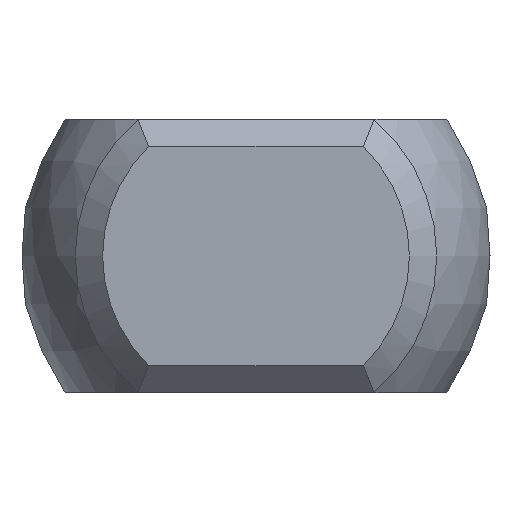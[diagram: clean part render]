
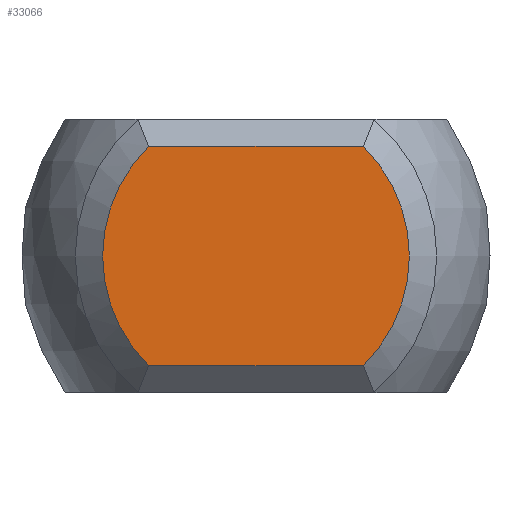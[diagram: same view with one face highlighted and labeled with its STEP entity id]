
A CAD part, left-side view. The second image highlights one B-rep face of the part: STEP entity #33066.
In plain terms, the highlighted planar face has unit normal (-1, 0, 0).
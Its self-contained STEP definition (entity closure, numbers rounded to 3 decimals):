
#31706 = PLANE('',#31707);
#31707 = AXIS2_PLACEMENT_3D('',#31708,#31709,#31710);
#31708 = CARTESIAN_POINT('',(-12.25,3.125,2.25));
#31709 = DIRECTION('',(-0.707,0.,0.707));
#31710 = DIRECTION('',(0.707,0.,0.707));
#32699 = EDGE_CURVE('',#32700,#32702,#32704,.T.);
#32700 = VERTEX_POINT('',#32701);
#32701 = CARTESIAN_POINT('',(-12.5,-1.96,-2.));
#32702 = VERTEX_POINT('',#32703);
#32703 = CARTESIAN_POINT('',(-12.5,1.96,-2.));
#32704 = SURFACE_CURVE('',#32705,(#32709,#32721),.PCURVE_S1.);
#32705 = LINE('',#32706,#32707);
#32706 = CARTESIAN_POINT('',(-12.5,-3.125,-2.));
#32707 = VECTOR('',#32708,1.);
#32708 = DIRECTION('',(0.,1.,0.));
#32709 = PCURVE('',#32710,#32715);
#32710 = PLANE('',#32711);
#32711 = AXIS2_PLACEMENT_3D('',#32712,#32713,#32714);
#32712 = CARTESIAN_POINT('',(-12.25,-3.125,-2.25));
#32713 = DIRECTION('',(-0.707,0.,
    -0.707));
#32714 = DIRECTION('',(-0.707,0.,0.707));
#32715 = DEFINITIONAL_REPRESENTATION('',(#32716),#32720);
#32716 = LINE('',#32717,#32718);
#32717 = CARTESIAN_POINT('',(0.354,0.));
#32718 = VECTOR('',#32719,1.);
#32719 = DIRECTION('',(0.,1.));
#32720 = ( GEOMETRIC_REPRESENTATION_CONTEXT(2) 
PARAMETRIC_REPRESENTATION_CONTEXT() REPRESENTATION_CONTEXT('2D SPACE',''
  ) );
#32721 = PCURVE('',#32722,#32727);
#32722 = PLANE('',#32723);
#32723 = AXIS2_PLACEMENT_3D('',#32724,#32725,#32726);
#32724 = CARTESIAN_POINT('',(-12.5,0.,0.));
#32725 = DIRECTION('',(1.,0.,0.));
#32726 = DIRECTION('',(0.,0.,-1.));
#32727 = DEFINITIONAL_REPRESENTATION('',(#32728),#32732);
#32728 = LINE('',#32729,#32730);
#32729 = CARTESIAN_POINT('',(2.,-3.125));
#32730 = VECTOR('',#32731,1.);
#32731 = DIRECTION('',(0.,1.));
#32732 = ( GEOMETRIC_REPRESENTATION_CONTEXT(2) 
PARAMETRIC_REPRESENTATION_CONTEXT() REPRESENTATION_CONTEXT('2D SPACE',''
  ) );
#32752 = CONICAL_SURFACE('',#32753,3.05,0.785);
#32753 = AXIS2_PLACEMENT_3D('',#32754,#32755,#32756);
#32754 = CARTESIAN_POINT('',(-12.25,0.,0.));
#32755 = DIRECTION('',(1.,0.,0.));
#32756 = DIRECTION('',(-0.,1.,0.));
#32802 = CONICAL_SURFACE('',#32803,3.05,0.785);
#32803 = AXIS2_PLACEMENT_3D('',#32804,#32805,#32806);
#32804 = CARTESIAN_POINT('',(-12.25,0.,0.));
#32805 = DIRECTION('',(1.,0.,0.));
#32806 = DIRECTION('',(0.,-1.,0.));
#32816 = EDGE_CURVE('',#32817,#32819,#32821,.T.);
#32817 = VERTEX_POINT('',#32818);
#32818 = CARTESIAN_POINT('',(-12.5,1.96,2.));
#32819 = VERTEX_POINT('',#32820);
#32820 = CARTESIAN_POINT('',(-12.5,-1.96,2.));
#32821 = SURFACE_CURVE('',#32822,(#32826,#32833),.PCURVE_S1.);
#32822 = LINE('',#32823,#32824);
#32823 = CARTESIAN_POINT('',(-12.5,3.125,2.));
#32824 = VECTOR('',#32825,1.);
#32825 = DIRECTION('',(0.,-1.,0.));
#32826 = PCURVE('',#31706,#32827);
#32827 = DEFINITIONAL_REPRESENTATION('',(#32828),#32832);
#32828 = LINE('',#32829,#32830);
#32829 = CARTESIAN_POINT('',(-0.354,0.));
#32830 = VECTOR('',#32831,1.);
#32831 = DIRECTION('',(0.,-1.));
#32832 = ( GEOMETRIC_REPRESENTATION_CONTEXT(2) 
PARAMETRIC_REPRESENTATION_CONTEXT() REPRESENTATION_CONTEXT('2D SPACE',''
  ) );
#32833 = PCURVE('',#32722,#32834);
#32834 = DEFINITIONAL_REPRESENTATION('',(#32835),#32839);
#32835 = LINE('',#32836,#32837);
#32836 = CARTESIAN_POINT('',(-2.,3.125));
#32837 = VECTOR('',#32838,1.);
#32838 = DIRECTION('',(0.,-1.));
#32839 = ( GEOMETRIC_REPRESENTATION_CONTEXT(2) 
PARAMETRIC_REPRESENTATION_CONTEXT() REPRESENTATION_CONTEXT('2D SPACE',''
  ) );
#32912 = EDGE_CURVE('',#32819,#32700,#32913,.T.);
#32913 = SURFACE_CURVE('',#32914,(#32919,#32926),.PCURVE_S1.);
#32914 = CIRCLE('',#32915,2.8);
#32915 = AXIS2_PLACEMENT_3D('',#32916,#32917,#32918);
#32916 = CARTESIAN_POINT('',(-12.5,0.,0.));
#32917 = DIRECTION('',(1.,0.,0.));
#32918 = DIRECTION('',(0.,-1.,0.));
#32919 = PCURVE('',#32802,#32920);
#32920 = DEFINITIONAL_REPRESENTATION('',(#32921),#32925);
#32921 = LINE('',#32922,#32923);
#32922 = CARTESIAN_POINT('',(-6.283,-0.25));
#32923 = VECTOR('',#32924,1.);
#32924 = DIRECTION('',(1.,0.));
#32925 = ( GEOMETRIC_REPRESENTATION_CONTEXT(2) 
PARAMETRIC_REPRESENTATION_CONTEXT() REPRESENTATION_CONTEXT('2D SPACE',''
  ) );
#32926 = PCURVE('',#32722,#32927);
#32927 = DEFINITIONAL_REPRESENTATION('',(#32928),#32932);
#32928 = CIRCLE('',#32929,2.8);
#32929 = AXIS2_PLACEMENT_2D('',#32930,#32931);
#32930 = CARTESIAN_POINT('',(0.,0.));
#32931 = DIRECTION('',(0.,-1.));
#32932 = ( GEOMETRIC_REPRESENTATION_CONTEXT(2) 
PARAMETRIC_REPRESENTATION_CONTEXT() REPRESENTATION_CONTEXT('2D SPACE',''
  ) );
#32938 = EDGE_CURVE('',#32702,#32817,#32939,.T.);
#32939 = SURFACE_CURVE('',#32940,(#32945,#32952),.PCURVE_S1.);
#32940 = CIRCLE('',#32941,2.8);
#32941 = AXIS2_PLACEMENT_3D('',#32942,#32943,#32944);
#32942 = CARTESIAN_POINT('',(-12.5,0.,0.));
#32943 = DIRECTION('',(1.,0.,0.));
#32944 = DIRECTION('',(-0.,1.,0.));
#32945 = PCURVE('',#32752,#32946);
#32946 = DEFINITIONAL_REPRESENTATION('',(#32947),#32951);
#32947 = LINE('',#32948,#32949);
#32948 = CARTESIAN_POINT('',(0.,-0.25));
#32949 = VECTOR('',#32950,1.);
#32950 = DIRECTION('',(1.,0.));
#32951 = ( GEOMETRIC_REPRESENTATION_CONTEXT(2) 
PARAMETRIC_REPRESENTATION_CONTEXT() REPRESENTATION_CONTEXT('2D SPACE',''
  ) );
#32952 = PCURVE('',#32722,#32953);
#32953 = DEFINITIONAL_REPRESENTATION('',(#32954),#32958);
#32954 = CIRCLE('',#32955,2.8);
#32955 = AXIS2_PLACEMENT_2D('',#32956,#32957);
#32956 = CARTESIAN_POINT('',(0.,0.));
#32957 = DIRECTION('',(0.,1.));
#32958 = ( GEOMETRIC_REPRESENTATION_CONTEXT(2) 
PARAMETRIC_REPRESENTATION_CONTEXT() REPRESENTATION_CONTEXT('2D SPACE',''
  ) );
#33066 = ADVANCED_FACE('',(#33067),#32722,.F.);
#33067 = FACE_BOUND('',#33068,.T.);
#33068 = EDGE_LOOP('',(#33069,#33070,#33071,#33072));
#33069 = ORIENTED_EDGE('',*,*,#32816,.F.);
#33070 = ORIENTED_EDGE('',*,*,#32938,.F.);
#33071 = ORIENTED_EDGE('',*,*,#32699,.F.);
#33072 = ORIENTED_EDGE('',*,*,#32912,.F.);
